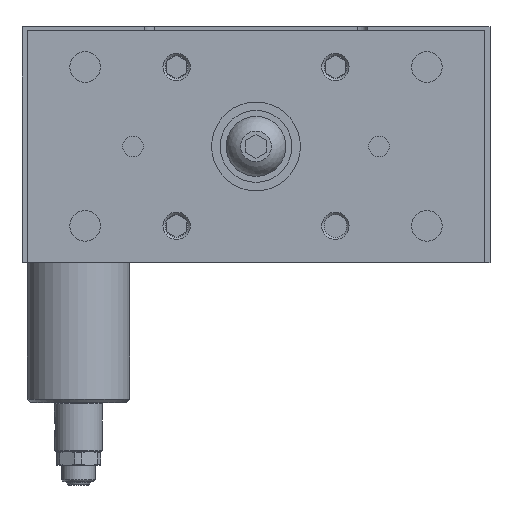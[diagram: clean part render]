
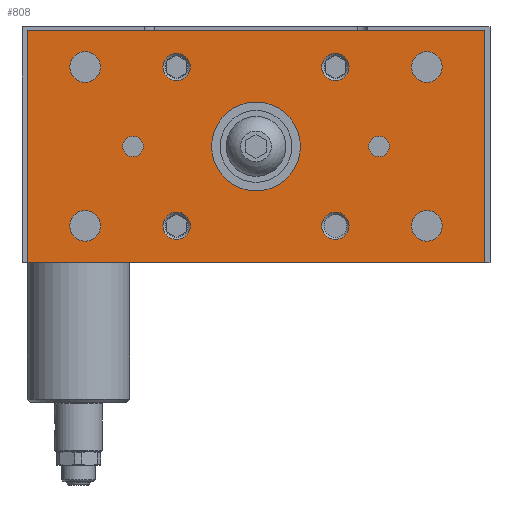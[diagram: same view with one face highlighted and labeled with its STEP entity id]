
A CAD part, left-side view. The second image highlights one B-rep face of the part: STEP entity #808.
In plain terms, the highlighted planar face has unit normal (-1, 0, 0).
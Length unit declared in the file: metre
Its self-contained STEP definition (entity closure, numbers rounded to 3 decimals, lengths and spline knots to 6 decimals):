
#808 = ADVANCED_FACE( '', ( #2022, #2023, #2024, #2025, #2026, #2027, #2028, #2029, #2030, #2031, #2032, #2033 ), #2034, .T. );
#2022 = FACE_OUTER_BOUND( '', #3768, .T. );
#2023 = FACE_BOUND( '', #3769, .T. );
#2024 = FACE_BOUND( '', #3770, .T. );
#2025 = FACE_BOUND( '', #3771, .T. );
#2026 = FACE_BOUND( '', #3772, .T. );
#2027 = FACE_BOUND( '', #3773, .T. );
#2028 = FACE_BOUND( '', #3774, .T. );
#2029 = FACE_BOUND( '', #3775, .T. );
#2030 = FACE_BOUND( '', #3776, .T. );
#2031 = FACE_BOUND( '', #3777, .T. );
#2032 = FACE_BOUND( '', #3778, .T. );
#2033 = FACE_BOUND( '', #3779, .T. );
#2034 = PLANE( '', #3780 );
#3768 = EDGE_LOOP( '', ( #6056, #6057, #6058, #6059 ) );
#3769 = EDGE_LOOP( '', ( #6060 ) );
#3770 = EDGE_LOOP( '', ( #6061 ) );
#3771 = EDGE_LOOP( '', ( #6062 ) );
#3772 = EDGE_LOOP( '', ( #6063 ) );
#3773 = EDGE_LOOP( '', ( #6064 ) );
#3774 = EDGE_LOOP( '', ( #6065 ) );
#3775 = EDGE_LOOP( '', ( #6066 ) );
#3776 = EDGE_LOOP( '', ( #6067 ) );
#3777 = EDGE_LOOP( '', ( #6068 ) );
#3778 = EDGE_LOOP( '', ( #6069 ) );
#3779 = EDGE_LOOP( '', ( #6070 ) );
#3780 = AXIS2_PLACEMENT_3D( '', #6071, #6072, #6073 );
#6056 = ORIENTED_EDGE( '', *, *, #8993, .T. );
#6057 = ORIENTED_EDGE( '', *, *, #8994, .T. );
#6058 = ORIENTED_EDGE( '', *, *, #8995, .T. );
#6059 = ORIENTED_EDGE( '', *, *, #8754, .T. );
#6060 = ORIENTED_EDGE( '', *, *, #8996, .T. );
#6061 = ORIENTED_EDGE( '', *, *, #8991, .F. );
#6062 = ORIENTED_EDGE( '', *, *, #8567, .F. );
#6063 = ORIENTED_EDGE( '', *, *, #8570, .T. );
#6064 = ORIENTED_EDGE( '', *, *, #8997, .T. );
#6065 = ORIENTED_EDGE( '', *, *, #8586, .F. );
#6066 = ORIENTED_EDGE( '', *, *, #8998, .T. );
#6067 = ORIENTED_EDGE( '', *, *, #8999, .F. );
#6068 = ORIENTED_EDGE( '', *, *, #8498, .F. );
#6069 = ORIENTED_EDGE( '', *, *, #8458, .T. );
#6070 = ORIENTED_EDGE( '', *, *, #9000, .T. );
#6071 = CARTESIAN_POINT( '', ( -0.027, -0.067, -0.001 ) );
#6072 = DIRECTION( '', ( -1., 0., 0. ) );
#6073 = DIRECTION( '', ( 0., 0., 1. ) );
#8458 = EDGE_CURVE( '', #9776, #9776, #9777, .T. );
#8498 = EDGE_CURVE( '', #9844, #9844, #9845, .T. );
#8567 = EDGE_CURVE( '', #9962, #9962, #9963, .T. );
#8570 = EDGE_CURVE( '', #9967, #9967, #9968, .T. );
#8586 = EDGE_CURVE( '', #9992, #9992, #9993, .T. );
#8754 = EDGE_CURVE( '', #10271, #10269, #10272, .T. );
#8991 = EDGE_CURVE( '', #10642, #10642, #10643, .T. );
#8993 = EDGE_CURVE( '', #10269, #10645, #10646, .T. );
#8994 = EDGE_CURVE( '', #10645, #10647, #10648, .T. );
#8995 = EDGE_CURVE( '', #10647, #10271, #10649, .T. );
#8996 = EDGE_CURVE( '', #10650, #10650, #10651, .T. );
#8997 = EDGE_CURVE( '', #10652, #10652, #10653, .T. );
#8998 = EDGE_CURVE( '', #10654, #10654, #10655, .T. );
#8999 = EDGE_CURVE( '', #10656, #10656, #10657, .T. );
#9000 = EDGE_CURVE( '', #10658, #10658, #10659, .T. );
#9776 = VERTEX_POINT( '', #11713 );
#9777 = CIRCLE( '', #11714, 0.004 );
#9844 = VERTEX_POINT( '', #11793 );
#9845 = CIRCLE( '', #11794, 0.004 );
#9962 = VERTEX_POINT( '', #12023 );
#9963 = CIRCLE( '', #12024, 0.0045 );
#9967 = VERTEX_POINT( '', #12028 );
#9968 = CIRCLE( '', #12029, 0.0045 );
#9992 = VERTEX_POINT( '', #12057 );
#9993 = CIRCLE( '', #12058, 0.003 );
#10269 = VERTEX_POINT( '', #12516 );
#10271 = VERTEX_POINT( '', #12519 );
#10272 = LINE( '', #12520, #12521 );
#10642 = VERTEX_POINT( '', #13183 );
#10643 = CIRCLE( '', #13184, 0.0045 );
#10645 = VERTEX_POINT( '', #13186 );
#10646 = LINE( '', #13187, #13188 );
#10647 = VERTEX_POINT( '', #13189 );
#10648 = LINE( '', #13190, #13191 );
#10649 = LINE( '', #13192, #13193 );
#10650 = VERTEX_POINT( '', #13194 );
#10651 = CIRCLE( '', #13195, 0.0045 );
#10652 = VERTEX_POINT( '', #13196 );
#10653 = CIRCLE( '', #13197, 0.003 );
#10654 = VERTEX_POINT( '', #13198 );
#10655 = CIRCLE( '', #13199, 0.004 );
#10656 = VERTEX_POINT( '', #13200 );
#10657 = CIRCLE( '', #13201, 0.004 );
#10658 = VERTEX_POINT( '', #13202 );
#10659 = CIRCLE( '', #13203, 0.013 );
#11713 = CARTESIAN_POINT( '', ( -0.027, -0.02725, -0.05825 ) );
#11714 = AXIS2_PLACEMENT_3D( '', #14798, #14799, #14800 );
#11793 = CARTESIAN_POINT( '', ( -0.027, 0.02725, -0.05825 ) );
#11794 = AXIS2_PLACEMENT_3D( '', #14861, #14862, #14863 );
#12023 = CARTESIAN_POINT( '', ( -0.027, 0.0455, -0.05825 ) );
#12024 = AXIS2_PLACEMENT_3D( '', #14954, #14955, #14956 );
#12028 = CARTESIAN_POINT( '', ( -0.027, -0.0455, -0.05825 ) );
#12029 = AXIS2_PLACEMENT_3D( '', #14960, #14961, #14962 );
#12057 = CARTESIAN_POINT( '', ( -0.027, -0.039, -0.035 ) );
#12058 = AXIS2_PLACEMENT_3D( '', #14982, #14983, #14984 );
#12516 = CARTESIAN_POINT( '', ( -0.027, -0.067, -0.069 ) );
#12519 = CARTESIAN_POINT( '', ( -0.027, 0.067, -0.069 ) );
#12520 = CARTESIAN_POINT( '', ( -0.027, 0.067, -0.069 ) );
#12521 = VECTOR( '', #15232, 1. );
#13183 = CARTESIAN_POINT( '', ( -0.027, -0.0455, -0.01175 ) );
#13184 = AXIS2_PLACEMENT_3D( '', #15532, #15533, #15534 );
#13186 = CARTESIAN_POINT( '', ( -0.027, -0.067, -0.001 ) );
#13187 = CARTESIAN_POINT( '', ( -0.027, -0.067, -0.069 ) );
#13188 = VECTOR( '', #15535, 1. );
#13189 = CARTESIAN_POINT( '', ( -0.027, 0.067, -0.001 ) );
#13190 = CARTESIAN_POINT( '', ( -0.027, -0.067, -0.001 ) );
#13191 = VECTOR( '', #15536, 1. );
#13192 = CARTESIAN_POINT( '', ( -0.027, 0.067, -0.001 ) );
#13193 = VECTOR( '', #15537, 1. );
#13194 = CARTESIAN_POINT( '', ( -0.027, 0.0455, -0.01175 ) );
#13195 = AXIS2_PLACEMENT_3D( '', #15538, #15539, #15540 );
#13196 = CARTESIAN_POINT( '', ( -0.027, 0.039, -0.035 ) );
#13197 = AXIS2_PLACEMENT_3D( '', #15541, #15542, #15543 );
#13198 = CARTESIAN_POINT( '', ( -0.027, 0.02725, -0.01175 ) );
#13199 = AXIS2_PLACEMENT_3D( '', #15544, #15545, #15546 );
#13200 = CARTESIAN_POINT( '', ( -0.027, -0.02725, -0.01175 ) );
#13201 = AXIS2_PLACEMENT_3D( '', #15547, #15548, #15549 );
#13202 = CARTESIAN_POINT( '', ( -0.027, 0.013, -0.035 ) );
#13203 = AXIS2_PLACEMENT_3D( '', #15550, #15551, #15552 );
#14798 = CARTESIAN_POINT( '', ( -0.027, -0.02325, -0.05825 ) );
#14799 = DIRECTION( '', ( 1., 0., 0. ) );
#14800 = DIRECTION( '', ( 0., -1., 0. ) );
#14861 = CARTESIAN_POINT( '', ( -0.027, 0.02325, -0.05825 ) );
#14862 = DIRECTION( '', ( -1., 0., 0. ) );
#14863 = DIRECTION( '', ( 0., 1., 0. ) );
#14954 = CARTESIAN_POINT( '', ( -0.027, 0.05, -0.05825 ) );
#14955 = DIRECTION( '', ( -1., 0., 0. ) );
#14956 = DIRECTION( '', ( 0., -1., 0. ) );
#14960 = CARTESIAN_POINT( '', ( -0.027, -0.05, -0.05825 ) );
#14961 = DIRECTION( '', ( 1., 0., 0. ) );
#14962 = DIRECTION( '', ( 0., 1., 0. ) );
#14982 = CARTESIAN_POINT( '', ( -0.027, -0.036, -0.035 ) );
#14983 = DIRECTION( '', ( -1., 0., 0. ) );
#14984 = DIRECTION( '', ( 0., -1., 0. ) );
#15232 = DIRECTION( '', ( 0., -1., 0. ) );
#15532 = CARTESIAN_POINT( '', ( -0.027, -0.05, -0.01175 ) );
#15533 = DIRECTION( '', ( -1., 0., 0. ) );
#15534 = DIRECTION( '', ( 0., 1., 0. ) );
#15535 = DIRECTION( '', ( 0., 0., 1. ) );
#15536 = DIRECTION( '', ( 0., 1., 0. ) );
#15537 = DIRECTION( '', ( 0., 0., -1. ) );
#15538 = CARTESIAN_POINT( '', ( -0.027, 0.05, -0.01175 ) );
#15539 = DIRECTION( '', ( 1., 0., 0. ) );
#15540 = DIRECTION( '', ( 0., -1., 0. ) );
#15541 = CARTESIAN_POINT( '', ( -0.027, 0.036, -0.035 ) );
#15542 = DIRECTION( '', ( 1., 0., 0. ) );
#15543 = DIRECTION( '', ( 0., 1., 0. ) );
#15544 = CARTESIAN_POINT( '', ( -0.027, 0.02325, -0.01175 ) );
#15545 = DIRECTION( '', ( 1., 0., 0. ) );
#15546 = DIRECTION( '', ( 0., 1., 0. ) );
#15547 = CARTESIAN_POINT( '', ( -0.027, -0.02325, -0.01175 ) );
#15548 = DIRECTION( '', ( -1., 0., 0. ) );
#15549 = DIRECTION( '', ( 0., -1., 0. ) );
#15550 = CARTESIAN_POINT( '', ( -0.027, 0., -0.035 ) );
#15551 = DIRECTION( '', ( 1., 0., 0. ) );
#15552 = DIRECTION( '', ( 0., 1., 0. ) );
